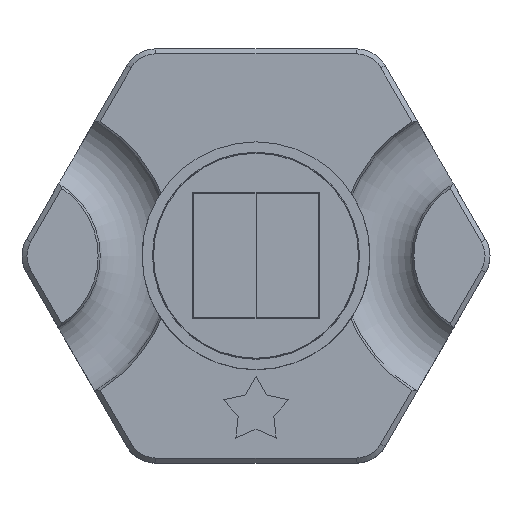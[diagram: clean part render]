
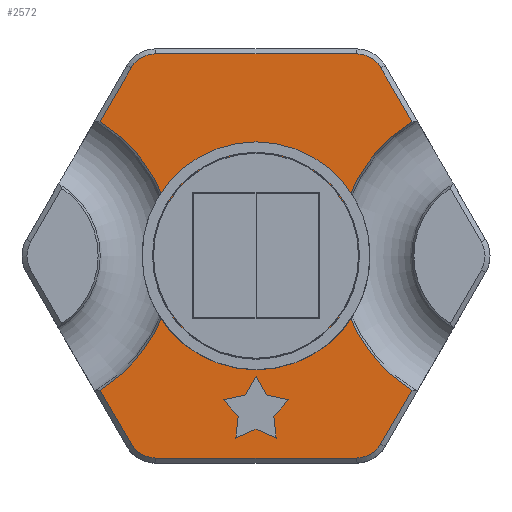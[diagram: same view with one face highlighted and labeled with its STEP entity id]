
A CAD part, top view. The second image highlights one B-rep face of the part: STEP entity #2572.
In plain terms, the highlighted planar face has unit normal (0, 0, 1).
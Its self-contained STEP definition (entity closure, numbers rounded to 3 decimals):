
#102=FACE_BOUND('',#962,.T.);
#137=PLANE('',#2784);
#248=LINE('',#3891,#517);
#252=LINE('',#3899,#521);
#255=LINE('',#3905,#524);
#258=LINE('',#3911,#527);
#261=LINE('',#3917,#530);
#264=LINE('',#3923,#533);
#267=LINE('',#3929,#536);
#270=LINE('',#3935,#539);
#273=LINE('',#3941,#542);
#276=LINE('',#3946,#545);
#283=LINE('',#4001,#552);
#284=LINE('',#4013,#553);
#287=LINE('',#4026,#556);
#288=LINE('',#4029,#557);
#289=LINE('',#4033,#558);
#290=LINE('',#4036,#559);
#517=VECTOR('',#3074,10.);
#521=VECTOR('',#3080,10.);
#524=VECTOR('',#3085,10.);
#527=VECTOR('',#3090,10.);
#530=VECTOR('',#3095,10.);
#533=VECTOR('',#3100,10.);
#536=VECTOR('',#3105,10.);
#539=VECTOR('',#3110,10.);
#542=VECTOR('',#3115,10.);
#545=VECTOR('',#3120,10.);
#552=VECTOR('',#3159,10.);
#553=VECTOR('',#3172,10.);
#556=VECTOR('',#3179,10.);
#557=VECTOR('',#3182,10.);
#558=VECTOR('',#3185,10.);
#559=VECTOR('',#3188,10.);
#810=FACE_OUTER_BOUND('',#961,.T.);
#961=EDGE_LOOP('',(#1939,#1940,#1941,#1942,#1943,#1944,#1945,#1946,#1947,
#1948,#1949,#1950));
#962=EDGE_LOOP('',(#1951,#1952,#1953,#1954,#1955,#1956,#1957,#1958,#1959,
#1960));
#1100=CIRCLE('',#2775,19.062);
#1101=CIRCLE('',#2780,19.062);
#1103=CIRCLE('',#2785,3.4);
#1104=CIRCLE('',#2786,3.4);
#1105=CIRCLE('',#2787,3.4);
#1106=CIRCLE('',#2788,3.4);
#1171=VERTEX_POINT('',#3889);
#1172=VERTEX_POINT('',#3890);
#1175=VERTEX_POINT('',#3898);
#1177=VERTEX_POINT('',#3904);
#1179=VERTEX_POINT('',#3910);
#1181=VERTEX_POINT('',#3916);
#1183=VERTEX_POINT('',#3922);
#1185=VERTEX_POINT('',#3928);
#1187=VERTEX_POINT('',#3934);
#1189=VERTEX_POINT('',#3940);
#1203=VERTEX_POINT('',#3991);
#1204=VERTEX_POINT('',#3993);
#1206=VERTEX_POINT('',#3999);
#1208=VERTEX_POINT('',#4004);
#1209=VERTEX_POINT('',#4006);
#1211=VERTEX_POINT('',#4012);
#1214=VERTEX_POINT('',#4023);
#1215=VERTEX_POINT('',#4025);
#1216=VERTEX_POINT('',#4028);
#1217=VERTEX_POINT('',#4030);
#1218=VERTEX_POINT('',#4032);
#1219=VERTEX_POINT('',#4034);
#1428=EDGE_CURVE('',#1171,#1172,#248,.T.);
#1432=EDGE_CURVE('',#1175,#1171,#252,.T.);
#1435=EDGE_CURVE('',#1177,#1175,#255,.T.);
#1438=EDGE_CURVE('',#1179,#1177,#258,.T.);
#1441=EDGE_CURVE('',#1181,#1179,#261,.T.);
#1444=EDGE_CURVE('',#1183,#1181,#264,.T.);
#1447=EDGE_CURVE('',#1185,#1183,#267,.T.);
#1450=EDGE_CURVE('',#1187,#1185,#270,.T.);
#1453=EDGE_CURVE('',#1189,#1187,#273,.T.);
#1456=EDGE_CURVE('',#1172,#1189,#276,.T.);
#1473=EDGE_CURVE('',#1203,#1204,#1100,.T.);
#1477=EDGE_CURVE('',#1206,#1203,#283,.T.);
#1479=EDGE_CURVE('',#1208,#1209,#1101,.T.);
#1482=EDGE_CURVE('',#1209,#1211,#284,.T.);
#1486=EDGE_CURVE('',#1214,#1206,#1103,.T.);
#1487=EDGE_CURVE('',#1215,#1214,#287,.T.);
#1488=EDGE_CURVE('',#1211,#1215,#1104,.T.);
#1489=EDGE_CURVE('',#1216,#1208,#288,.T.);
#1490=EDGE_CURVE('',#1217,#1216,#1105,.T.);
#1491=EDGE_CURVE('',#1218,#1217,#289,.T.);
#1492=EDGE_CURVE('',#1219,#1218,#1106,.T.);
#1493=EDGE_CURVE('',#1204,#1219,#290,.T.);
#1939=ORIENTED_EDGE('',*,*,#1473,.F.);
#1940=ORIENTED_EDGE('',*,*,#1477,.F.);
#1941=ORIENTED_EDGE('',*,*,#1486,.F.);
#1942=ORIENTED_EDGE('',*,*,#1487,.F.);
#1943=ORIENTED_EDGE('',*,*,#1488,.F.);
#1944=ORIENTED_EDGE('',*,*,#1482,.F.);
#1945=ORIENTED_EDGE('',*,*,#1479,.F.);
#1946=ORIENTED_EDGE('',*,*,#1489,.F.);
#1947=ORIENTED_EDGE('',*,*,#1490,.F.);
#1948=ORIENTED_EDGE('',*,*,#1491,.F.);
#1949=ORIENTED_EDGE('',*,*,#1492,.F.);
#1950=ORIENTED_EDGE('',*,*,#1493,.F.);
#1951=ORIENTED_EDGE('',*,*,#1428,.T.);
#1952=ORIENTED_EDGE('',*,*,#1456,.T.);
#1953=ORIENTED_EDGE('',*,*,#1453,.T.);
#1954=ORIENTED_EDGE('',*,*,#1450,.T.);
#1955=ORIENTED_EDGE('',*,*,#1447,.T.);
#1956=ORIENTED_EDGE('',*,*,#1444,.T.);
#1957=ORIENTED_EDGE('',*,*,#1441,.T.);
#1958=ORIENTED_EDGE('',*,*,#1438,.T.);
#1959=ORIENTED_EDGE('',*,*,#1435,.T.);
#1960=ORIENTED_EDGE('',*,*,#1432,.T.);
#2572=ADVANCED_FACE('',(#810,#102),#137,.T.);
#2775=AXIS2_PLACEMENT_3D('',#3994,#3151,#3152);
#2780=AXIS2_PLACEMENT_3D('',#4007,#3164,#3165);
#2784=AXIS2_PLACEMENT_3D('',#4022,#3175,#3176);
#2785=AXIS2_PLACEMENT_3D('',#4024,#3177,#3178);
#2786=AXIS2_PLACEMENT_3D('',#4027,#3180,#3181);
#2787=AXIS2_PLACEMENT_3D('',#4031,#3183,#3184);
#2788=AXIS2_PLACEMENT_3D('',#4035,#3186,#3187);
#3074=DIRECTION('',(-0.914,-0.407,0.));
#3080=DIRECTION('',(-0.914,0.407,0.));
#3085=DIRECTION('',(0.105,-0.995,0.));
#3090=DIRECTION('',(-0.669,-0.743,0.));
#3095=DIRECTION('',(0.978,-0.208,0.));
#3100=DIRECTION('',(0.5,-0.866,0.));
#3105=DIRECTION('',(0.5,0.866,0.));
#3110=DIRECTION('',(0.978,0.208,0.));
#3115=DIRECTION('',(-0.669,0.743,0.));
#3120=DIRECTION('',(0.105,0.995,0.));
#3151=DIRECTION('center_axis',(0.,0.,1.));
#3152=DIRECTION('ref_axis',(1.,0.,0.));
#3159=DIRECTION('',(-0.5,0.866,0.));
#3164=DIRECTION('center_axis',(0.,0.,1.));
#3165=DIRECTION('ref_axis',(-1.,0.,0.));
#3172=DIRECTION('',(-0.5,-0.866,0.));
#3175=DIRECTION('center_axis',(0.,0.,1.));
#3176=DIRECTION('ref_axis',(1.,0.,0.));
#3177=DIRECTION('center_axis',(0.,0.,-1.));
#3178=DIRECTION('ref_axis',(-0.5,-0.866,0.));
#3179=DIRECTION('',(-1.,0.,0.));
#3180=DIRECTION('center_axis',(0.,0.,-1.));
#3181=DIRECTION('ref_axis',(0.5,-0.866,0.));
#3182=DIRECTION('',(0.5,-0.866,0.));
#3183=DIRECTION('center_axis',(0.,0.,-1.));
#3184=DIRECTION('ref_axis',(0.5,0.866,0.));
#3185=DIRECTION('',(1.,0.,0.));
#3186=DIRECTION('center_axis',(0.,0.,-1.));
#3187=DIRECTION('ref_axis',(-0.5,0.866,0.));
#3188=DIRECTION('',(0.5,0.866,0.));
#3889=CARTESIAN_POINT('',(0.,-20.915,10.));
#3890=CARTESIAN_POINT('',(-2.437,-22.,10.));
#3891=CARTESIAN_POINT('',(3.886,-19.185,10.));
#3898=CARTESIAN_POINT('',(2.437,-22.,10.));
#3899=CARTESIAN_POINT('',(-2.667,-19.727,10.));
#3904=CARTESIAN_POINT('',(2.158,-19.347,10.));
#3905=CARTESIAN_POINT('',(1.141,-9.667,10.));
#3910=CARTESIAN_POINT('',(3.943,-17.365,10.));
#3911=CARTESIAN_POINT('',(7.378,-13.55,10.));
#3916=CARTESIAN_POINT('',(1.334,-16.81,10.));
#3917=CARTESIAN_POINT('',(-1.014,-16.311,10.));
#3922=CARTESIAN_POINT('',(0.,-14.5,10.));
#3923=CARTESIAN_POINT('',(-3.139,-9.063,10.));
#3928=CARTESIAN_POINT('',(-1.334,-16.81,10.));
#3929=CARTESIAN_POINT('',(2.472,-10.218,10.));
#3934=CARTESIAN_POINT('',(-3.943,-17.365,10.));
#3935=CARTESIAN_POINT('',(-0.291,-16.588,10.));
#3940=CARTESIAN_POINT('',(-2.158,-19.347,10.));
#3941=CARTESIAN_POINT('',(-6.485,-14.541,10.));
#3946=CARTESIAN_POINT('',(-1.28,-10.994,10.));
#3991=CARTESIAN_POINT('',(-18.822,-16.2,10.));
#3993=CARTESIAN_POINT('',(-18.822,16.2,10.));
#3994=CARTESIAN_POINT('Origin',(-28.868,0.,
10.));
#3999=CARTESIAN_POINT('',(-15.069,-22.7,10.));
#4001=CARTESIAN_POINT('',(-24.739,-5.95,10.));
#4004=CARTESIAN_POINT('',(18.822,16.2,10.));
#4006=CARTESIAN_POINT('',(18.822,-16.2,10.));
#4007=CARTESIAN_POINT('Origin',(28.868,0.,10.));
#4012=CARTESIAN_POINT('',(15.069,-22.7,10.));
#4013=CARTESIAN_POINT('',(17.523,-18.45,10.));
#4022=CARTESIAN_POINT('Origin',(0.,0.,10.));
#4023=CARTESIAN_POINT('',(-12.124,-24.4,10.));
#4024=CARTESIAN_POINT('Origin',(-12.124,-21.,10.));
#4025=CARTESIAN_POINT('',(12.124,-24.4,10.));
#4026=CARTESIAN_POINT('',(-7.217,-24.4,10.));
#4027=CARTESIAN_POINT('Origin',(12.124,-21.,10.));
#4028=CARTESIAN_POINT('',(15.069,22.7,10.));
#4029=CARTESIAN_POINT('',(24.739,5.95,10.));
#4030=CARTESIAN_POINT('',(12.124,24.4,10.));
#4031=CARTESIAN_POINT('Origin',(12.124,21.,10.));
#4032=CARTESIAN_POINT('',(-12.124,24.4,10.));
#4033=CARTESIAN_POINT('',(7.217,24.4,10.));
#4034=CARTESIAN_POINT('',(-15.069,22.7,10.));
#4035=CARTESIAN_POINT('Origin',(-12.124,21.,10.));
#4036=CARTESIAN_POINT('',(-17.523,18.45,10.));
